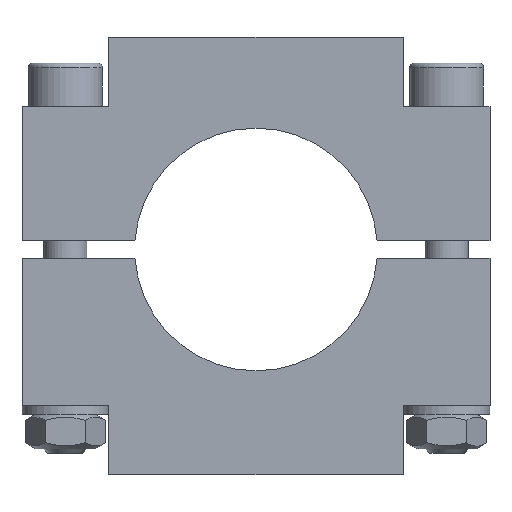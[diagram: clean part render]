
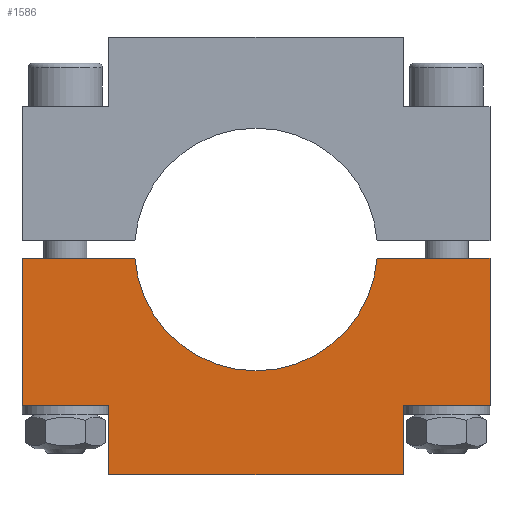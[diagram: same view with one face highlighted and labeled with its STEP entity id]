
A CAD part, front view. The second image highlights one B-rep face of the part: STEP entity #1586.
In plain terms, the highlighted planar face has unit normal (0, -1, 0).
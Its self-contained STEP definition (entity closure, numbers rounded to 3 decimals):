
#45=LINE('',#2289,#147);
#48=LINE('',#2294,#150);
#72=LINE('',#2466,#174);
#75=LINE('',#2471,#177);
#80=LINE('',#2505,#182);
#85=LINE('',#2519,#187);
#88=LINE('',#2524,#190);
#90=LINE('',#2529,#192);
#93=LINE('',#2535,#195);
#96=LINE('',#2540,#198);
#98=LINE('',#2544,#200);
#147=VECTOR('',#1844,10.);
#150=VECTOR('',#1849,10.);
#174=VECTOR('',#1971,10.);
#177=VECTOR('',#1976,10.);
#182=VECTOR('',#2015,10.);
#187=VECTOR('',#2028,10.);
#190=VECTOR('',#2033,10.);
#192=VECTOR('',#2039,10.);
#195=VECTOR('',#2044,10.);
#198=VECTOR('',#2049,10.);
#200=VECTOR('',#2055,10.);
#403=FACE_OUTER_BOUND('',#533,.T.);
#533=EDGE_LOOP('',(#1218,#1219,#1220,#1221,#1222,#1223,#1224,#1225,#1226,
#1227,#1228,#1229));
#620=CIRCLE('',#1723,14.);
#658=VERTEX_POINT('',#2280);
#660=VERTEX_POINT('',#2288);
#661=VERTEX_POINT('',#2292);
#705=VERTEX_POINT('',#2460);
#706=VERTEX_POINT('',#2465);
#707=VERTEX_POINT('',#2469);
#718=VERTEX_POINT('',#2503);
#719=VERTEX_POINT('',#2504);
#722=VERTEX_POINT('',#2512);
#724=VERTEX_POINT('',#2518);
#726=VERTEX_POINT('',#2528);
#728=VERTEX_POINT('',#2534);
#805=EDGE_CURVE('',#658,#660,#45,.T.);
#808=EDGE_CURVE('',#661,#658,#48,.T.);
#868=EDGE_CURVE('',#705,#706,#72,.T.);
#871=EDGE_CURVE('',#707,#705,#75,.T.);
#884=EDGE_CURVE('',#718,#719,#80,.T.);
#888=EDGE_CURVE('',#719,#722,#620,.T.);
#891=EDGE_CURVE('',#722,#724,#85,.T.);
#894=EDGE_CURVE('',#724,#661,#88,.T.);
#896=EDGE_CURVE('',#660,#726,#90,.T.);
#899=EDGE_CURVE('',#726,#728,#93,.T.);
#902=EDGE_CURVE('',#728,#707,#96,.T.);
#904=EDGE_CURVE('',#706,#718,#98,.T.);
#1218=ORIENTED_EDGE('',*,*,#884,.F.);
#1219=ORIENTED_EDGE('',*,*,#904,.F.);
#1220=ORIENTED_EDGE('',*,*,#868,.F.);
#1221=ORIENTED_EDGE('',*,*,#871,.F.);
#1222=ORIENTED_EDGE('',*,*,#902,.F.);
#1223=ORIENTED_EDGE('',*,*,#899,.F.);
#1224=ORIENTED_EDGE('',*,*,#896,.F.);
#1225=ORIENTED_EDGE('',*,*,#805,.F.);
#1226=ORIENTED_EDGE('',*,*,#808,.F.);
#1227=ORIENTED_EDGE('',*,*,#894,.F.);
#1228=ORIENTED_EDGE('',*,*,#891,.F.);
#1229=ORIENTED_EDGE('',*,*,#888,.F.);
#1398=PLANE('',#1734);
#1586=ADVANCED_FACE('',(#403),#1398,.T.);
#1723=AXIS2_PLACEMENT_3D('',#2513,#2021,#2022);
#1734=AXIS2_PLACEMENT_3D('',#2547,#2059,#2060);
#1844=DIRECTION('',(-1.,0.,0.));
#1849=DIRECTION('',(-1.,0.,0.));
#1971=DIRECTION('',(-1.,0.,0.));
#1976=DIRECTION('',(-1.,0.,0.));
#2015=DIRECTION('',(1.,0.,0.));
#2021=DIRECTION('center_axis',(0.,-1.,0.));
#2022=DIRECTION('ref_axis',(0.997,0.,0.071));
#2028=DIRECTION('',(1.,0.,0.));
#2033=DIRECTION('',(0.,0.,-1.));
#2039=DIRECTION('',(0.,0.,-1.));
#2044=DIRECTION('',(-1.,0.,0.));
#2049=DIRECTION('',(0.,0.,1.));
#2055=DIRECTION('',(0.,0.,1.));
#2059=DIRECTION('center_axis',(0.,-1.,0.));
#2060=DIRECTION('ref_axis',(1.,0.,0.));
#2280=CARTESIAN_POINT('',(22.,-10.,-18.));
#2288=CARTESIAN_POINT('',(17.,-10.,-18.));
#2289=CARTESIAN_POINT('',(17.,-10.,-18.));
#2292=CARTESIAN_POINT('',(27.,-10.,-18.));
#2294=CARTESIAN_POINT('',(17.,-10.,-18.));
#2460=CARTESIAN_POINT('',(-22.,-10.,-18.));
#2465=CARTESIAN_POINT('',(-27.,-10.,-18.));
#2466=CARTESIAN_POINT('',(-27.,-10.,-18.));
#2469=CARTESIAN_POINT('',(-17.,-10.,-18.));
#2471=CARTESIAN_POINT('',(-27.,-10.,-18.));
#2503=CARTESIAN_POINT('',(-27.,-10.,-1.));
#2504=CARTESIAN_POINT('',(-13.964,-10.,-1.));
#2505=CARTESIAN_POINT('',(-13.964,-10.,-1.));
#2512=CARTESIAN_POINT('',(13.964,-10.,-1.));
#2513=CARTESIAN_POINT('Origin',(0.,-10.,0.));
#2518=CARTESIAN_POINT('',(27.,-10.,-1.));
#2519=CARTESIAN_POINT('',(27.,-10.,-1.));
#2524=CARTESIAN_POINT('',(27.,-10.,-18.));
#2528=CARTESIAN_POINT('',(17.,-10.,-26.));
#2529=CARTESIAN_POINT('',(17.,-10.,-26.));
#2534=CARTESIAN_POINT('',(-17.,-10.,-26.));
#2535=CARTESIAN_POINT('',(-17.,-10.,-26.));
#2540=CARTESIAN_POINT('',(-17.,-10.,-18.));
#2544=CARTESIAN_POINT('',(-27.,-10.,-1.));
#2547=CARTESIAN_POINT('Origin',(0.,-10.,-13.378));
